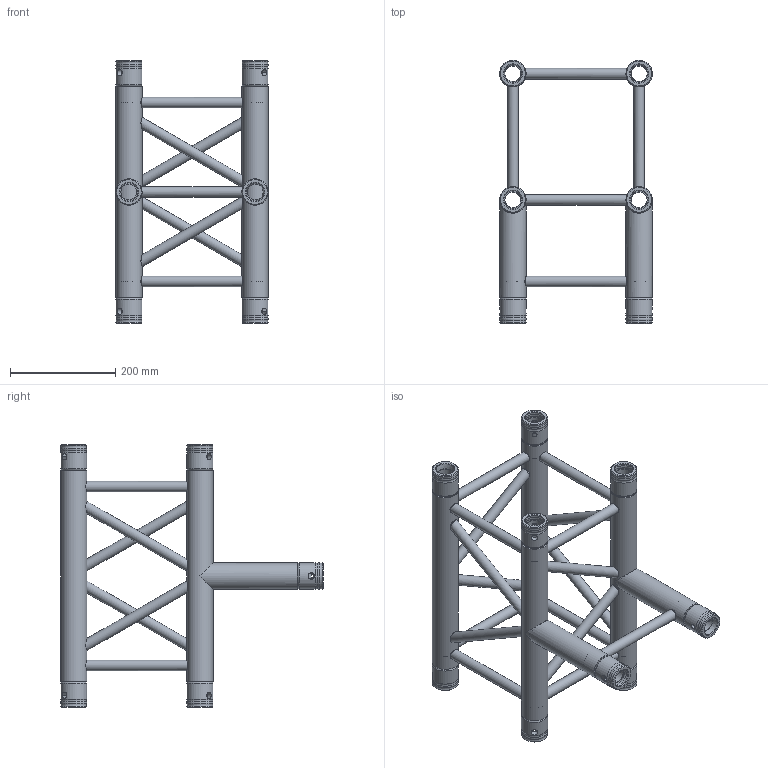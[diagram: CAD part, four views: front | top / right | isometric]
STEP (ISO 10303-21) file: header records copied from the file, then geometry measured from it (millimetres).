
FILE_DESCRIPTION(/* description */ (''),/* implementation_level */ '2;1');
FILE_NAME(/* name */ 'ST4129-IB.stp',/* time_stamp */ '2021-02-28T22:03:26-08:00',/* author */ ('TheDanny'),/* organization */ (''),/* preprocessor_version */ 'ST-DEVELOPER v18.1',/* originating_system */ 'Autodesk Inventor 2021',/* authorisation */ '');
FILE_SCHEMA (('AUTOMOTIVE_DESIGN { 1 0 10303 214 3 1 1 }'));
Length unit declared in the file: inch
Products named in the file (34): ST4129-IB; ST4129-IB1; ST4129-IB2; ST4129-IB3; ST4129-IB4; ST4129-IB5; ST4129-IB6; ST4129-IB7; ST4129-IB8; ST4129-IB9; ST4129-IB10; ST4129-IB11; ST4129-IB12; ST4129-IB13; ST4129-IB14; ST4129-IB15; ST4129-IB16; ST4129-IB17; ST4129-IB18; ST4129-IB19; ST4129-IB20; ST4129-IB21; ST4129-IB22; ST4129-IB23; ST4129-IB24; ST4129-IB25; ST4129-IB26; ST4129-IB27; ST4129-IB28; ST4129-IB29; ST4129-IB30; ST4129-IB31; ST4129-IB32; ST4129-IB33
Assembly tree (33 placements, depth 2):
  ST4129-IB
    ST4129-IB1
    ST4129-IB2
    ST4129-IB3
    ST4129-IB4
    ST4129-IB5
    ST4129-IB6
    ST4129-IB7
    ST4129-IB8
    ST4129-IB9
    ST4129-IB10
    ST4129-IB11
    ST4129-IB12
    ST4129-IB13
    ST4129-IB14
    ST4129-IB15
    ST4129-IB16
    ST4129-IB17
    ST4129-IB18
    ST4129-IB19
    ST4129-IB20
    ST4129-IB21
    ST4129-IB22
    ST4129-IB23
    ST4129-IB24
    ST4129-IB25
    ST4129-IB26
    ST4129-IB27
    ST4129-IB28
    ST4129-IB29
    ST4129-IB30
    ST4129-IB31
    ST4129-IB32
    ST4129-IB33
Bounding box: 290 x 500 x 500 mm (x, y, z)
Volume: 1827737.2 mm3; surface area: 1207644.2 mm2
Topology: 33 solids, 33 shells, 252 faces, 800 edges, 594 vertices
Faces by surface type: cylinder 112, cone 70, torus 40, plane 30
Full cylindrical faces by diameter (mm): 16 x17, 20 x17, 30.3 x10, 45.8 x10, 46 x6, 50 x16
Entity records: 17707 total; most frequent: CARTESIAN_POINT 9103, ORIENTED_EDGE 1600, DIRECTION 1596, EDGE_CURVE 800, AXIS2_PLACEMENT_3D 715, VERTEX_POINT 594, CIRCLE 392, EDGE_LOOP 338
